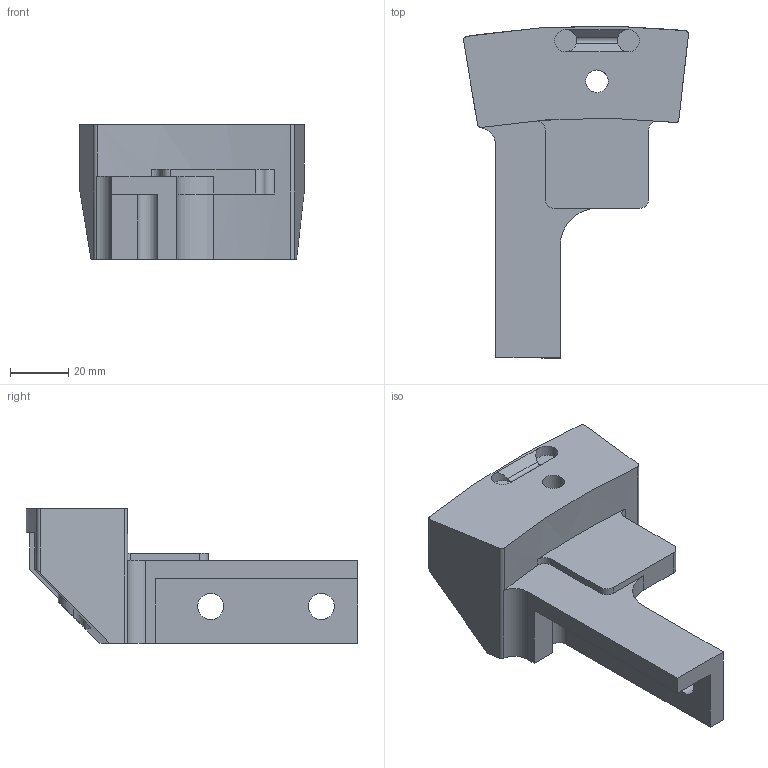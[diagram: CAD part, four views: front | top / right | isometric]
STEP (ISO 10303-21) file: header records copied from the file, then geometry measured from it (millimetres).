
FILE_DESCRIPTION(/* description */ ('NP2 ARC ADJUST END '),/* implementation_level */ '2;1');
FILE_NAME(/* name */ 'J009962 NP2 ARC ADJUST END Rev -.stp',/* time_stamp */ '2021-08-01T13:21:53-04:00',/* author */ ('arnoldj'),/* organization */ (''),/* preprocessor_version */ 'ST-DEVELOPER v18',/* originating_system */ 'Autodesk Inventor 2020',/* authorisation */ '');
FILE_SCHEMA (('AUTOMOTIVE_DESIGN { 1 0 10303 214 3 1 1 }'));
Length unit declared in the file: inch
Products named in the file (1): J009962 
Bounding box: 77.41 x 114.17 x 46.35 mm (x, y, z)
Volume: 91103.5 mm3; surface area: 25407.1 mm2
Topology: 1 solids, 1 shells, 51 faces, 167 edges, 134 vertices
Faces by surface type: cylinder 27, plane 23, cone 1
Full cylindrical faces by diameter (mm): 7.62 x2, 7.798 x1, 8.992 x2
Entity records: 2010 total; most frequent: CARTESIAN_POINT 482, DIRECTION 313, ORIENTED_EDGE 300, EDGE_CURVE 150, AXIS2_PLACEMENT_3D 119, VERTEX_POINT 102, LINE 75, VECTOR 75
